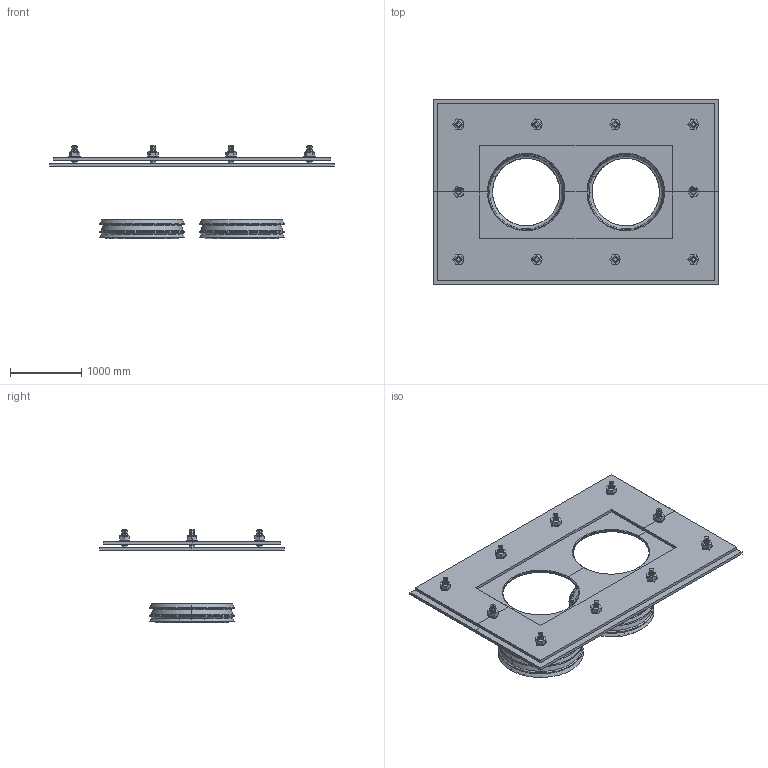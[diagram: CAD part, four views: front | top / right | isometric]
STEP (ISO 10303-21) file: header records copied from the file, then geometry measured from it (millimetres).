
FILE_DESCRIPTION(/* description */ (''),/* implementation_level */ '2;1');
FILE_NAME(/* name */ '13228.100X_3D.stp',/* time_stamp */ '2024-12-11T14:44:14+01:00',/* author */ ('CAD'),/* organization */ (''),/* preprocessor_version */ 'ST-DEVELOPER v20',/* originating_system */ 'AutoCAD Mechanical',/* authorisation */ '');
FILE_SCHEMA (('AUTOMOTIVE_DESIGN { 1 0 10303 214 3 1 1 }'));
Length unit declared in the file: centimetre
Products named in the file (8): Product; *S0; *S2; *S1; *S4; *S3; *S6; *S5
Assembly tree (7 placements, depth 3):
  Product
    *S0
    *S2
      *S1
    *S4
      *S3
    *S6
      *S5
Bounding box: 4000 x 2600 x 1309.91 mm (x, y, z)
Volume: 1044721083.2 mm3; surface area: 57230259.3 mm2
Topology: 44 solids, 44 shells, 678 faces, 2389 edges, 2638 vertices
Faces by surface type: cone 366, plane 208, cylinder 80, torus 24
Full cylindrical faces by diameter (mm): 66.47 x10, 80 x10, 84 x10, 120 x14, 160 x10, 950 x2, 1036 x2, 1070 x2, 1190 x2
Entity records: 27506 total; most frequent: CARTESIAN_POINT 7714, DIRECTION 4278, ORIENTED_EDGE 2996, AXIS2_PLACEMENT_3D 1524, EDGE_CURVE 1498, LINE 1230, VECTOR 1230, STYLED_ITEM 936
